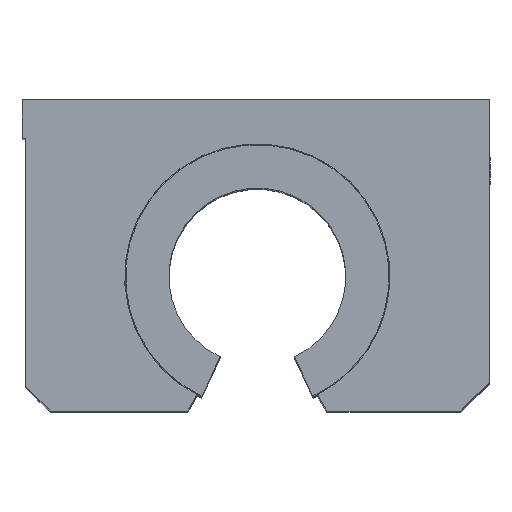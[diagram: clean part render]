
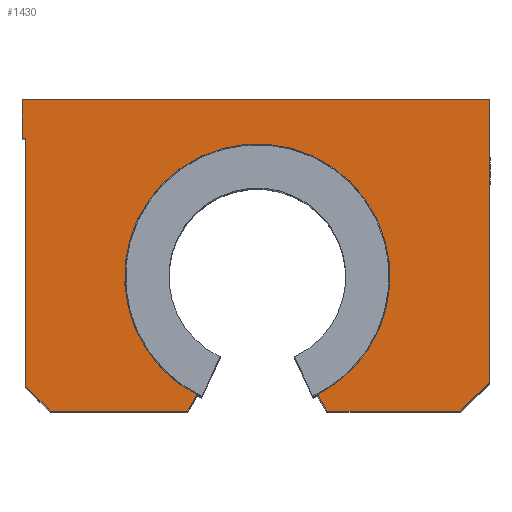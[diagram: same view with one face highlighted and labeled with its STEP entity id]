
A CAD part, top view. The second image highlights one B-rep face of the part: STEP entity #1430.
In plain terms, the highlighted planar face has unit normal (0, 0, 1).
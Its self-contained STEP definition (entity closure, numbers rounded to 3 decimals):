
#110=PLANE('',#1633);
#187=FACE_OUTER_BOUND('',#292,.T.);
#292=EDGE_LOOP('',(#1238,#1239,#1240,#1241,#1242,#1243,#1244,#1245,#1246,
#1247,#1248,#1249));
#335=LINE('',#2235,#455);
#340=LINE('',#2244,#460);
#341=LINE('',#2248,#461);
#353=LINE('',#2270,#473);
#360=LINE('',#2288,#480);
#368=LINE('',#2304,#488);
#393=LINE('',#2513,#513);
#399=LINE('',#2526,#519);
#400=LINE('',#2529,#520);
#403=LINE('',#2536,#523);
#404=LINE('',#2538,#524);
#455=VECTOR('',#1824,10.);
#460=VECTOR('',#1831,10.);
#461=VECTOR('',#1834,10.);
#473=VECTOR('',#1850,10.);
#480=VECTOR('',#1865,10.);
#488=VECTOR('',#1877,10.);
#513=VECTOR('',#1980,10.);
#519=VECTOR('',#1992,10.);
#520=VECTOR('',#1995,10.);
#523=VECTOR('',#2004,10.);
#524=VECTOR('',#2007,10.);
#600=CIRCLE('',#1630,37.5);
#654=VERTEX_POINT('',#2231);
#656=VERTEX_POINT('',#2234);
#658=VERTEX_POINT('',#2240);
#660=VERTEX_POINT('',#2246);
#661=VERTEX_POINT('',#2247);
#675=VERTEX_POINT('',#2286);
#676=VERTEX_POINT('',#2287);
#682=VERTEX_POINT('',#2303);
#711=VERTEX_POINT('',#2511);
#715=VERTEX_POINT('',#2524);
#716=VERTEX_POINT('',#2528);
#717=VERTEX_POINT('',#2532);
#804=EDGE_CURVE('',#654,#656,#335,.T.);
#809=EDGE_CURVE('',#656,#658,#340,.T.);
#810=EDGE_CURVE('',#660,#661,#341,.T.);
#822=EDGE_CURVE('',#661,#654,#353,.T.);
#830=EDGE_CURVE('',#675,#676,#360,.T.);
#838=EDGE_CURVE('',#676,#682,#368,.T.);
#886=EDGE_CURVE('',#711,#660,#393,.T.);
#893=EDGE_CURVE('',#715,#675,#399,.T.);
#894=EDGE_CURVE('',#682,#716,#400,.T.);
#896=EDGE_CURVE('',#716,#717,#600,.T.);
#898=EDGE_CURVE('',#717,#711,#403,.T.);
#899=EDGE_CURVE('',#658,#715,#404,.T.);
#1238=ORIENTED_EDGE('',*,*,#810,.F.);
#1239=ORIENTED_EDGE('',*,*,#886,.F.);
#1240=ORIENTED_EDGE('',*,*,#898,.F.);
#1241=ORIENTED_EDGE('',*,*,#896,.F.);
#1242=ORIENTED_EDGE('',*,*,#894,.F.);
#1243=ORIENTED_EDGE('',*,*,#838,.F.);
#1244=ORIENTED_EDGE('',*,*,#830,.F.);
#1245=ORIENTED_EDGE('',*,*,#893,.F.);
#1246=ORIENTED_EDGE('',*,*,#899,.F.);
#1247=ORIENTED_EDGE('',*,*,#809,.F.);
#1248=ORIENTED_EDGE('',*,*,#804,.F.);
#1249=ORIENTED_EDGE('',*,*,#822,.F.);
#1430=ADVANCED_FACE('',(#187),#110,.T.);
#1630=AXIS2_PLACEMENT_3D('',#2533,#1999,#2000);
#1633=AXIS2_PLACEMENT_3D('',#2539,#2008,#2009);
#1824=DIRECTION('',(-1.,0.,0.));
#1831=DIRECTION('',(0.,1.,0.));
#1834=DIRECTION('',(-0.707,0.707,0.));
#1850=DIRECTION('',(0.,1.,0.));
#1865=DIRECTION('',(-0.707,-0.707,0.));
#1877=DIRECTION('',(-1.,0.,0.));
#1980=DIRECTION('',(-1.,0.,0.));
#1992=DIRECTION('',(0.,-1.,0.));
#1995=DIRECTION('',(-0.5,0.866,0.));
#1999=DIRECTION('center_axis',(0.,0.,1.));
#2000=DIRECTION('ref_axis',(0.453,-0.891,0.));
#2004=DIRECTION('',(-0.5,-0.866,0.));
#2007=DIRECTION('',(1.,0.,0.));
#2008=DIRECTION('center_axis',(0.,0.,1.));
#2009=DIRECTION('ref_axis',(1.,0.,0.));
#2231=CARTESIAN_POINT('',(-65.5,33.,112.));
#2234=CARTESIAN_POINT('',(-66.5,33.,112.));
#2235=CARTESIAN_POINT('',(-65.5,33.,112.));
#2240=CARTESIAN_POINT('',(-66.5,44.,112.));
#2244=CARTESIAN_POINT('',(-66.5,33.,112.));
#2246=CARTESIAN_POINT('',(-58.5,-44.,112.));
#2247=CARTESIAN_POINT('',(-65.5,-37.,112.));
#2248=CARTESIAN_POINT('',(-56.875,-45.625,112.));
#2270=CARTESIAN_POINT('',(-65.5,-44.,112.));
#2286=CARTESIAN_POINT('',(65.5,-36.,112.));
#2287=CARTESIAN_POINT('',(57.5,-44.,112.));
#2288=CARTESIAN_POINT('',(56.375,-45.125,112.));
#2303=CARTESIAN_POINT('',(19.641,-44.,112.));
#2304=CARTESIAN_POINT('',(65.5,-44.,112.));
#2511=CARTESIAN_POINT('',(-19.641,-44.,112.));
#2513=CARTESIAN_POINT('',(-19.641,-44.,112.));
#2524=CARTESIAN_POINT('',(65.5,44.,112.));
#2526=CARTESIAN_POINT('',(65.5,44.,112.));
#2528=CARTESIAN_POINT('',(17.,-39.425,112.));
#2529=CARTESIAN_POINT('',(19.641,-44.,112.));
#2532=CARTESIAN_POINT('',(-17.,-39.425,112.));
#2533=CARTESIAN_POINT('Origin',(0.,-6.,112.));
#2536=CARTESIAN_POINT('',(-17.,-39.425,112.));
#2538=CARTESIAN_POINT('',(-65.5,44.,112.));
#2539=CARTESIAN_POINT('Origin',(0.,0.998,
112.));
